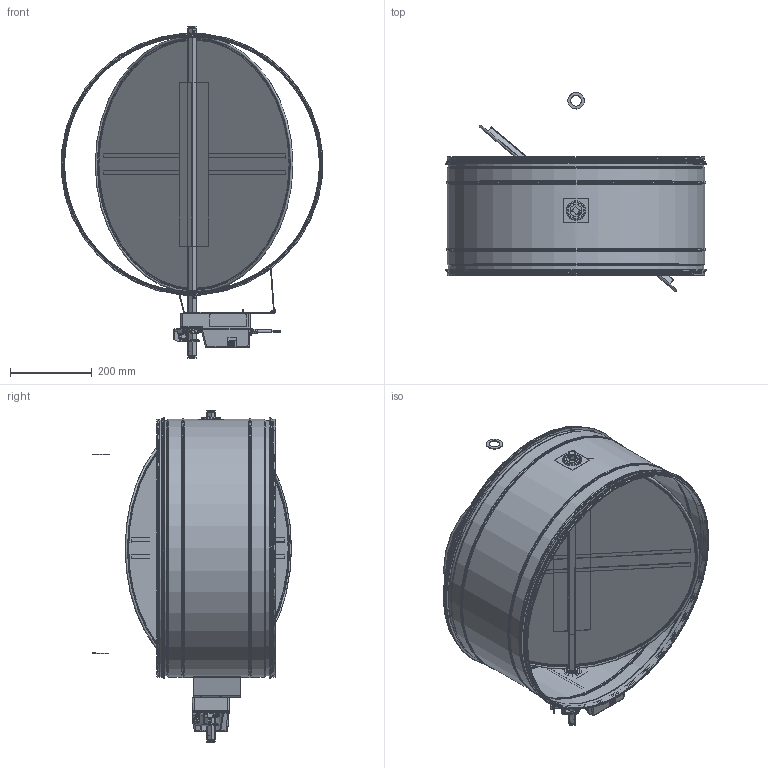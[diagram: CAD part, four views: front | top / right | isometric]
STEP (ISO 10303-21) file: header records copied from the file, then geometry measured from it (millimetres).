
FILE_DESCRIPTION((''),'2;1');
FILE_NAME('HISC-ES-230-630.stp','2014-06-18T14:47:40',(''),(''),'Autodesk Inventor 2013','Autodesk Inventor 2013','');
FILE_SCHEMA(('AUTOMOTIVE_DESIGN { 1 2 10303 214 0 1 1 1 }'));
Length unit declared in the file: millimetre
Products named in the file (17): HISC-ES-230-630; HISochHISC_Rör-11; Spjällhylla-630; 999273; Lagerbuss; 143067; 116049_1; 999011; Stödprofil-580; Ändavslut; 90242___8_13-mattssons; Täckbricka; Cellgummi_40x26x2; ASM124F120; FästeSpjällmotorSM-400-630; 90232___6_10-mattssons; G-list-630
Assembly tree (27 placements, depth 2):
  HISC-ES-230-630
    HISochHISC_Rör-11
    Spjällhylla-630
    999273
    Lagerbuss  x2
    143067
    116049_1
    999011  x2
    Stödprofil-580
    Ändavslut  x2
    90242___8_13-mattssons  x6
    Täckbricka  x2
    Cellgummi_40x26x2  x2
    ASM124F120
    FästeSpjällmotorSM-400-630
    90232___6_10-mattssons  x2
    G-list-630
Bounding box: 637.57 x 485.41 x 810 mm (x, y, z)
Volume: 981425 mm3; surface area: 2593923.9 mm2
Topology: 26 solids, 92 shells, 1252 faces, 4219 edges, 3065 vertices
Faces by surface type: plane 598, cylinder 365, cone 209, torus 50, bspline 21, sphere 9
Full cylindrical faces by diameter (mm): 1 x2, 2.656 x12, 3.291 x42, 3.5 x10, 4.2 x38, 5 x1, 5.2 x1, 6.75 x1, 7 x3, 7.1 x2, 8.8 x6, 12 x1, 21 x1, 26 x2, 28 x4, 29 x2, 38 x2, 40 x2, 606.191 x2, 610 x1, 615 x1, 622.3 x1, 622.46 x1, 623.3 x1, 623.46 x1, 625.1 x2, 627.7 x11, 628.7 x5, 634.1 x2, 639.1 x2
Entity records: 38058 total; most frequent: CARTESIAN_POINT 9509, DIRECTION 5771, ORIENTED_EDGE 4629, EDGE_CURVE 3096, VERTEX_POINT 2452, AXIS2_PLACEMENT_3D 1998, VECTOR 1775, LINE 1775
